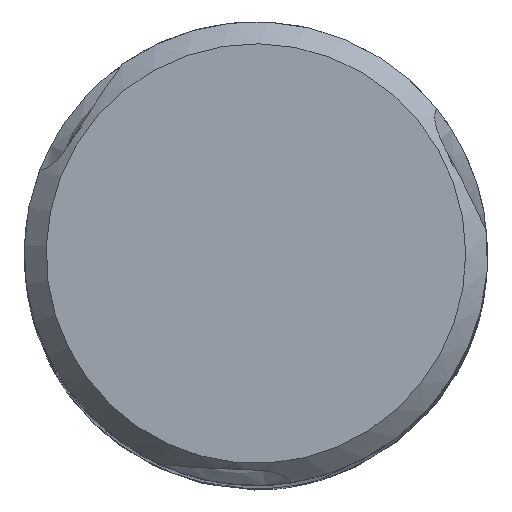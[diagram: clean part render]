
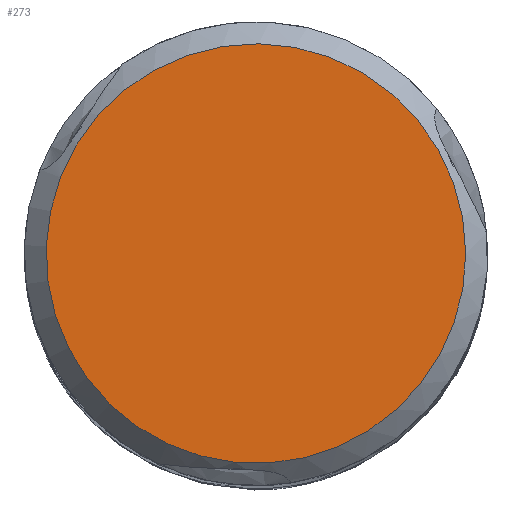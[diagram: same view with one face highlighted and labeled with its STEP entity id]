
A CAD part, top view. The second image highlights one B-rep face of the part: STEP entity #273.
In plain terms, the highlighted planar face has unit normal (0, 0, 1).
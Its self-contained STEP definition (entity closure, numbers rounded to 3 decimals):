
#56=PLANE('',#1267);
#273=ADVANCED_FACE('',(#342),#56,.T.);
#342=FACE_OUTER_BOUND('',#406,.T.);
#406=EDGE_LOOP('',(#620));
#620=ORIENTED_EDGE('',*,*,#1090,.T.);
#956=VERTEX_POINT('',#4548);
#1090=EDGE_CURVE('',#956,#956,#1217,.T.);
#1217=CIRCLE('',#1266,7.24);
#1266=AXIS2_PLACEMENT_3D('',#4547,#1390,#1391);
#1267=AXIS2_PLACEMENT_3D('',#4549,#1392,#1393);
#1390=DIRECTION('',(0.,0.,1.));
#1391=DIRECTION('',(1.,0.,0.));
#1392=DIRECTION('',(0.,0.,1.));
#1393=DIRECTION('',(1.,0.,0.));
#4547=CARTESIAN_POINT('',(0.,0.,0.));
#4548=CARTESIAN_POINT('',(7.24,0.,0.));
#4549=CARTESIAN_POINT('',(0.,0.,0.));
